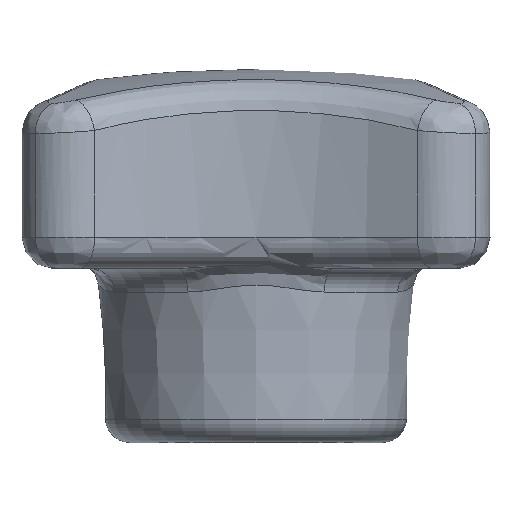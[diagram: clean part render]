
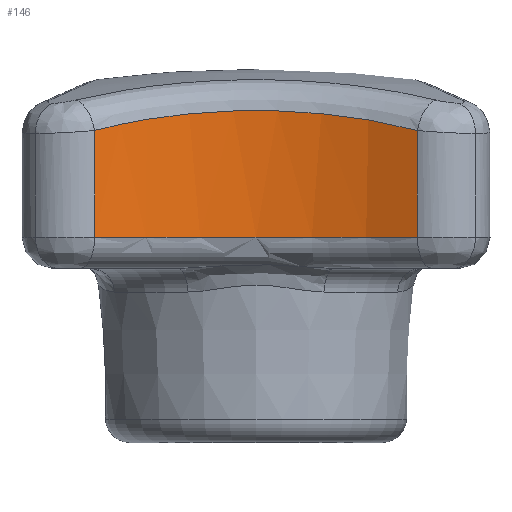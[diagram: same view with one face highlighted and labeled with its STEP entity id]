
A CAD part, left-side view. The second image highlights one B-rep face of the part: STEP entity #146.
In plain terms, the highlighted cylindrical face has radius 13.5 mm (diameter 27 mm), a partial arc.
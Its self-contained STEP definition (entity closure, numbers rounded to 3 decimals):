
#146 = ADVANCED_FACE( '', ( #305 ), #306, .F. );
#305 = FACE_OUTER_BOUND( '', #1879, .T. );
#306 = CYLINDRICAL_SURFACE( '', #1880, 13.5 );
#1879 = EDGE_LOOP( '', ( #3035, #3036, #3037, #3038 ) );
#1880 = AXIS2_PLACEMENT_3D( '', #3039, #3040, #3041 );
#3035 = ORIENTED_EDGE( '', *, *, #3307, .T. );
#3036 = ORIENTED_EDGE( '', *, *, #3218, .T. );
#3037 = ORIENTED_EDGE( '', *, *, #3309, .T. );
#3038 = ORIENTED_EDGE( '', *, *, #3310, .T. );
#3039 = CARTESIAN_POINT( '', ( -21., 0., 48.854 ) );
#3040 = DIRECTION( '', ( 0., 0., -1. ) );
#3041 = DIRECTION( '', ( -1., 0., 0. ) );
#3218 = EDGE_CURVE( '', #3427, #3425, #3428, .T. );
#3307 = EDGE_CURVE( '', #3545, #3427, #3549, .T. );
#3309 = EDGE_CURVE( '', #3425, #3551, #3552, .T. );
#3310 = EDGE_CURVE( '', #3551, #3545, #3553, .T. );
#3425 = VERTEX_POINT( '', #4002 );
#3427 = VERTEX_POINT( '', #4004 );
#3428 = CIRCLE( '', #4005, 13.5 );
#3545 = VERTEX_POINT( '', #4830 );
#3549 = LINE( '', #4866, #4867 );
#3551 = VERTEX_POINT( '', #4869 );
#3552 = LINE( '', #4870, #4871 );
#3553 = B_SPLINE_CURVE_WITH_KNOTS( '', 3, ( #4872, #4873, #4874, #4875, #4876, #4877, #4878, #4879, #4880, #4881, #4882, #4883, #4884, #4885, #4886, #4887, #4888, #4889, #4890, #4891, #4892, #4893, #4894, #4895, #4896, #4897, #4898, #4899, #4900, #4901, #4902, #4903, #4904, #4905, #4906, #4907, #4908, #4909 ), .UNSPECIFIED., .F., .F., ( 4, 1, 1, 1, 2, 1, 1, 2, 2, 1, 1, 1, 2, 1, 1, 2, 2, 2, 1, 1, 2, 1, 2, 2, 1, 4 ), ( 0., 0.001, 0.002, 0.003, 0.003, 0.004, 0.004, 0.004, 0.004, 0.005, 0.006, 0.007, 0.008, 0.008, 0.008, 0.008, 0.008, 0.009, 0.01, 0.011, 0.012, 0.012, 0.012, 0.013, 0.013, 0.014 ), .UNSPECIFIED. );
#4002 = CARTESIAN_POINT( '', ( -9.159, -6.485, 8.25 ) );
#4004 = CARTESIAN_POINT( '', ( -9.159, 6.484, 8.25 ) );
#4005 = AXIS2_PLACEMENT_3D( '', #5191, #5192, #5193 );
#4830 = CARTESIAN_POINT( '', ( -9.159, 6.484, 12.544 ) );
#4866 = CARTESIAN_POINT( '', ( -9.159, 6.484, 48.854 ) );
#4867 = VECTOR( '', #5294, 1000. );
#4869 = CARTESIAN_POINT( '', ( -9.159, -6.485, 12.544 ) );
#4870 = CARTESIAN_POINT( '', ( -9.159, -6.485, 48.854 ) );
#4871 = VECTOR( '', #5295, 1000. );
#4872 = CARTESIAN_POINT( '', ( -9.159, -6.485, 12.544 ) );
#4873 = CARTESIAN_POINT( '', ( -9.025, -6.24, 12.609 ) );
#4874 = CARTESIAN_POINT( '', ( -8.773, -5.743, 12.732 ) );
#4875 = CARTESIAN_POINT( '', ( -8.441, -4.976, 12.892 ) );
#4876 = CARTESIAN_POINT( '', ( -8.157, -4.188, 13.029 ) );
#4877 = CARTESIAN_POINT( '', ( -7.999, -3.649, 13.105 ) );
#4878 = CARTESIAN_POINT( '', ( -7.893, -3.238, 13.156 ) );
#4879 = CARTESIAN_POINT( '', ( -7.844, -3.032, 13.18 ) );
#4880 = CARTESIAN_POINT( '', ( -7.791, -2.789, 13.205 ) );
#4881 = CARTESIAN_POINT( '', ( -7.769, -2.684, 13.216 ) );
#4882 = CARTESIAN_POINT( '', ( -7.755, -2.614, 13.222 ) );
#4883 = CARTESIAN_POINT( '', ( -7.749, -2.579, 13.226 ) );
#4884 = CARTESIAN_POINT( '', ( -7.688, -2.263, 13.255 ) );
#4885 = CARTESIAN_POINT( '', ( -7.599, -1.701, 13.297 ) );
#4886 = CARTESIAN_POINT( '', ( -7.518, -0.856, 13.336 ) );
#4887 = CARTESIAN_POINT( '', ( -7.491, -0.009, 13.349 ) );
#4888 = CARTESIAN_POINT( '', ( -7.509, 0.558, 13.34 ) );
#4889 = CARTESIAN_POINT( '', ( -7.535, 0.984, 13.328 ) );
#4890 = CARTESIAN_POINT( '', ( -7.552, 1.197, 13.32 ) );
#4891 = CARTESIAN_POINT( '', ( -7.577, 1.445, 13.308 ) );
#4892 = CARTESIAN_POINT( '', ( -7.589, 1.552, 13.302 ) );
#4893 = CARTESIAN_POINT( '', ( -7.598, 1.623, 13.298 ) );
#4894 = CARTESIAN_POINT( '', ( -7.602, 1.659, 13.296 ) );
#4895 = CARTESIAN_POINT( '', ( -7.643, 1.978, 13.276 ) );
#4896 = CARTESIAN_POINT( '', ( -7.687, 2.259, 13.255 ) );
#4897 = CARTESIAN_POINT( '', ( -7.794, 2.815, 13.204 ) );
#4898 = CARTESIAN_POINT( '', ( -7.917, 3.365, 13.145 ) );
#4899 = CARTESIAN_POINT( '', ( -8.152, 4.173, 13.032 ) );
#4900 = CARTESIAN_POINT( '', ( -8.342, 4.7, 12.94 ) );
#4901 = CARTESIAN_POINT( '', ( -8.496, 5.092, 12.866 ) );
#4902 = CARTESIAN_POINT( '', ( -8.563, 5.254, 12.833 ) );
#4903 = CARTESIAN_POINT( '', ( -8.634, 5.415, 12.799 ) );
#4904 = CARTESIAN_POINT( '', ( -8.662, 5.479, 12.786 ) );
#4905 = CARTESIAN_POINT( '', ( -8.676, 5.512, 12.779 ) );
#4906 = CARTESIAN_POINT( '', ( -8.72, 5.608, 12.758 ) );
#4907 = CARTESIAN_POINT( '', ( -8.866, 5.927, 12.687 ) );
#4908 = CARTESIAN_POINT( '', ( -9.025, 6.239, 12.61 ) );
#4909 = CARTESIAN_POINT( '', ( -9.159, 6.484, 12.544 ) );
#5191 = CARTESIAN_POINT( '', ( -21., 0., 8.25 ) );
#5192 = DIRECTION( '', ( 0., 0., -1. ) );
#5193 = DIRECTION( '', ( 1., 0., 0. ) );
#5294 = DIRECTION( '', ( 0., 0., -1. ) );
#5295 = DIRECTION( '', ( 0., 0., 1. ) );
